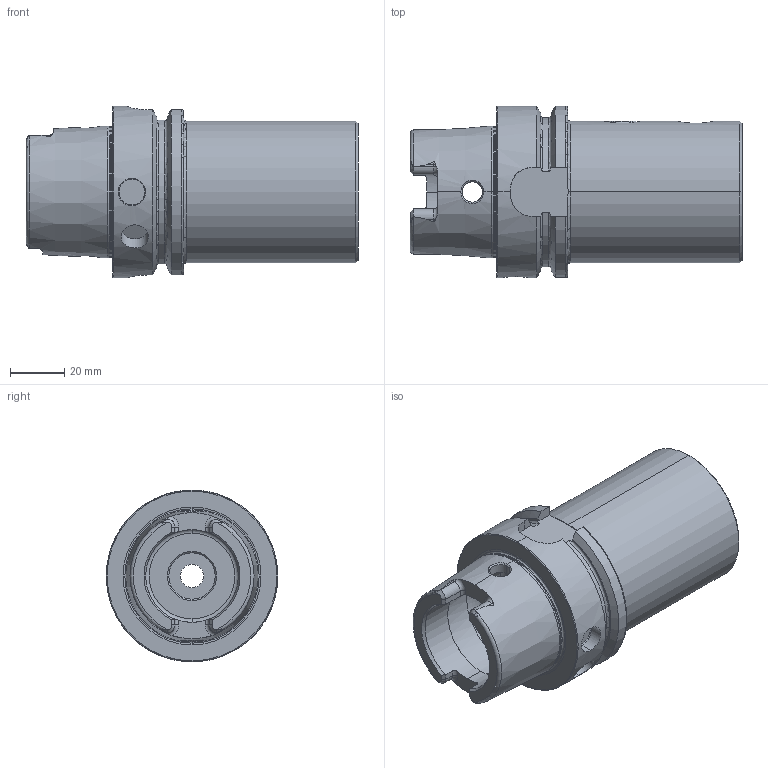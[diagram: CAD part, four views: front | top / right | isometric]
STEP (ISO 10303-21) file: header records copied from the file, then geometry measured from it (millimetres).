
FILE_DESCRIPTION (( 'STEP AP214' ), '1' );
FILE_NAME ('HA6.K32.K01.090.STEP', '2022-11-15T07:23:37', ( '' ), ( '' ), 'SwSTEP 2.0', 'SolidWorks 2017', '' );
FILE_SCHEMA (( 'AUTOMOTIVE_DESIGN' ));
Length unit declared in the file: millimetre
Products named in the file (4): HA6-K32.K01.090_B_Fertigbearbeitung; K32-ER1.012.012; HA6.K32.K01.090; K32-ER2.012.014_PreviewCfg
Assembly tree (3 placements, depth 2):
  HA6.K32.K01.090
    HA6-K32.K01.090_B_Fertigbearbeitung
    K32-ER1.012.012
    K32-ER2.012.014_PreviewCfg
Bounding box: 121.9 x 63 x 63 mm (x, y, z)
Volume: 165734.9 mm3; surface area: 40879.4 mm2
Topology: 3 solids, 3 shells, 231 faces, 577 edges, 351 vertices
Faces by surface type: plane 77, cylinder 63, cone 50, torus 37, bspline 4
Entity records: 10146 total; most frequent: CARTESIAN_POINT 3049, ORIENTED_EDGE 1142, DIRECTION 1110, EDGE_CURVE 571, AXIS2_PLACEMENT_3D 449, VERTEX_POINT 351, EDGE_LOOP 246, ADVANCED_FACE 231
